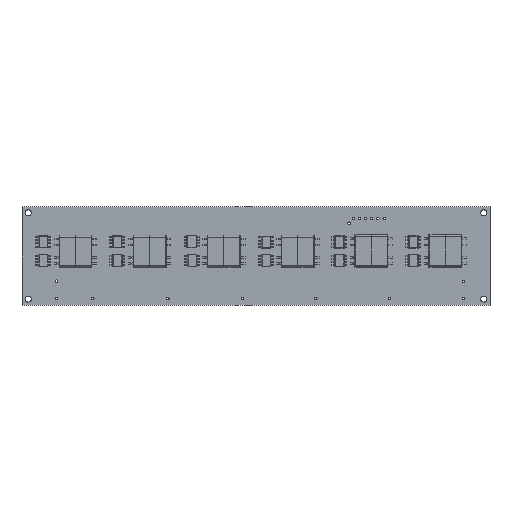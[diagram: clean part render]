
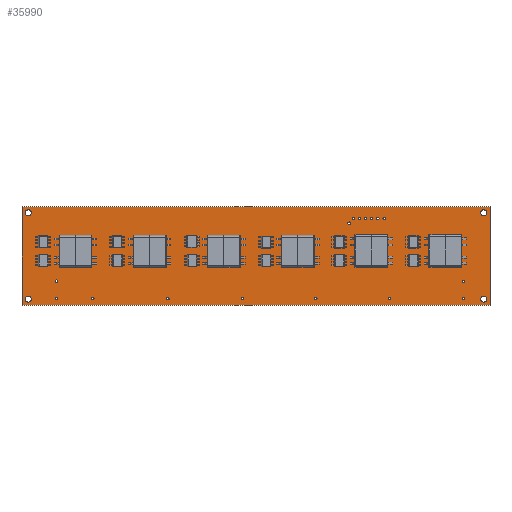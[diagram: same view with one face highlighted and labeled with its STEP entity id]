
A CAD part, top view. The second image highlights one B-rep face of the part: STEP entity #35990.
In plain terms, the highlighted planar face has unit normal (0, 0, 1).
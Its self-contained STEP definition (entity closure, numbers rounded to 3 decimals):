
#35658 = VERTEX_POINT('',#35659);
#35659 = CARTESIAN_POINT('',(95.,-20.,1.6));
#35665 = EDGE_CURVE('',#35658,#35666,#35668,.T.);
#35666 = VERTEX_POINT('',#35667);
#35667 = CARTESIAN_POINT('',(-95.,-20.,1.6));
#35668 = LINE('',#35669,#35670);
#35669 = CARTESIAN_POINT('',(95.,-20.,1.6));
#35670 = VECTOR('',#35671,1.);
#35671 = DIRECTION('',(-1.,0.,0.));
#35698 = VERTEX_POINT('',#35699);
#35699 = CARTESIAN_POINT('',(95.,20.,1.6));
#35705 = EDGE_CURVE('',#35698,#35658,#35706,.T.);
#35706 = LINE('',#35707,#35708);
#35707 = CARTESIAN_POINT('',(95.,20.,1.6));
#35708 = VECTOR('',#35709,1.);
#35709 = DIRECTION('',(0.,-1.,0.));
#35727 = EDGE_CURVE('',#35666,#35728,#35730,.T.);
#35728 = VERTEX_POINT('',#35729);
#35729 = CARTESIAN_POINT('',(-95.,20.,1.6));
#35730 = LINE('',#35731,#35732);
#35731 = CARTESIAN_POINT('',(-95.,-20.,1.6));
#35732 = VECTOR('',#35733,1.);
#35733 = DIRECTION('',(0.,1.,0.));
#35990 = ADVANCED_FACE('',(#35991,#36002,#36013,#36024,#36035,#36046,
    #36057,#36068,#36079,#36090,#36101,#36112,#36123,#36134,#36145,
    #36156,#36167,#36178,#36189,#36200,#36211),#36222,.T.);
#35991 = FACE_BOUND('',#35992,.T.);
#35992 = EDGE_LOOP('',(#35993,#35994,#35995,#36001));
#35993 = ORIENTED_EDGE('',*,*,#35665,.F.);
#35994 = ORIENTED_EDGE('',*,*,#35705,.F.);
#35995 = ORIENTED_EDGE('',*,*,#35996,.F.);
#35996 = EDGE_CURVE('',#35728,#35698,#35997,.T.);
#35997 = LINE('',#35998,#35999);
#35998 = CARTESIAN_POINT('',(-95.,20.,1.6));
#35999 = VECTOR('',#36000,1.);
#36000 = DIRECTION('',(1.,0.,0.));
#36001 = ORIENTED_EDGE('',*,*,#35727,.F.);
#36002 = FACE_BOUND('',#36003,.T.);
#36003 = EDGE_LOOP('',(#36004));
#36004 = ORIENTED_EDGE('',*,*,#36005,.F.);
#36005 = EDGE_CURVE('',#36006,#36006,#36008,.T.);
#36006 = VERTEX_POINT('',#36007);
#36007 = CARTESIAN_POINT('',(-91.25,-17.5,1.6));
#36008 = CIRCLE('',#36009,1.25);
#36009 = AXIS2_PLACEMENT_3D('',#36010,#36011,#36012);
#36010 = CARTESIAN_POINT('',(-92.5,-17.5,1.6));
#36011 = DIRECTION('',(0.,0.,1.));
#36012 = DIRECTION('',(1.,0.,-0.));
#36013 = FACE_BOUND('',#36014,.T.);
#36014 = EDGE_LOOP('',(#36015));
#36015 = ORIENTED_EDGE('',*,*,#36016,.T.);
#36016 = EDGE_CURVE('',#36017,#36017,#36019,.T.);
#36017 = VERTEX_POINT('',#36018);
#36018 = CARTESIAN_POINT('',(-80.99,-17.807,1.6));
#36019 = CIRCLE('',#36020,0.5);
#36020 = AXIS2_PLACEMENT_3D('',#36021,#36022,#36023);
#36021 = CARTESIAN_POINT('',(-80.99,-17.307,1.6));
#36022 = DIRECTION('',(-0.,0.,-1.));
#36023 = DIRECTION('',(-0.,-1.,0.));
#36024 = FACE_BOUND('',#36025,.T.);
#36025 = EDGE_LOOP('',(#36026));
#36026 = ORIENTED_EDGE('',*,*,#36027,.T.);
#36027 = EDGE_CURVE('',#36028,#36028,#36030,.T.);
#36028 = VERTEX_POINT('',#36029);
#36029 = CARTESIAN_POINT('',(-66.258,-17.807,1.6));
#36030 = CIRCLE('',#36031,0.5);
#36031 = AXIS2_PLACEMENT_3D('',#36032,#36033,#36034);
#36032 = CARTESIAN_POINT('',(-66.258,-17.307,1.6));
#36033 = DIRECTION('',(-0.,0.,-1.));
#36034 = DIRECTION('',(-0.,-1.,0.));
#36035 = FACE_BOUND('',#36036,.T.);
#36036 = EDGE_LOOP('',(#36037));
#36037 = ORIENTED_EDGE('',*,*,#36038,.T.);
#36038 = EDGE_CURVE('',#36039,#36039,#36041,.T.);
#36039 = VERTEX_POINT('',#36040);
#36040 = CARTESIAN_POINT('',(-80.99,-10.695,1.6));
#36041 = CIRCLE('',#36042,0.5);
#36042 = AXIS2_PLACEMENT_3D('',#36043,#36044,#36045);
#36043 = CARTESIAN_POINT('',(-80.99,-10.195,1.6));
#36044 = DIRECTION('',(-0.,0.,-1.));
#36045 = DIRECTION('',(-0.,-1.,0.));
#36046 = FACE_BOUND('',#36047,.T.);
#36047 = EDGE_LOOP('',(#36048));
#36048 = ORIENTED_EDGE('',*,*,#36049,.T.);
#36049 = EDGE_CURVE('',#36050,#36050,#36052,.T.);
#36050 = VERTEX_POINT('',#36051);
#36051 = CARTESIAN_POINT('',(-35.778,-17.807,1.6));
#36052 = CIRCLE('',#36053,0.5);
#36053 = AXIS2_PLACEMENT_3D('',#36054,#36055,#36056);
#36054 = CARTESIAN_POINT('',(-35.778,-17.307,1.6));
#36055 = DIRECTION('',(-0.,0.,-1.));
#36056 = DIRECTION('',(-0.,-1.,0.));
#36057 = FACE_BOUND('',#36058,.T.);
#36058 = EDGE_LOOP('',(#36059));
#36059 = ORIENTED_EDGE('',*,*,#36060,.T.);
#36060 = EDGE_CURVE('',#36061,#36061,#36063,.T.);
#36061 = VERTEX_POINT('',#36062);
#36062 = CARTESIAN_POINT('',(-5.552,-17.807,1.6));
#36063 = CIRCLE('',#36064,0.5);
#36064 = AXIS2_PLACEMENT_3D('',#36065,#36066,#36067);
#36065 = CARTESIAN_POINT('',(-5.552,-17.307,1.6));
#36066 = DIRECTION('',(-0.,0.,-1.));
#36067 = DIRECTION('',(-0.,-1.,0.));
#36068 = FACE_BOUND('',#36069,.T.);
#36069 = EDGE_LOOP('',(#36070));
#36070 = ORIENTED_EDGE('',*,*,#36071,.T.);
#36071 = EDGE_CURVE('',#36072,#36072,#36074,.T.);
#36072 = VERTEX_POINT('',#36073);
#36073 = CARTESIAN_POINT('',(24.293,-17.807,1.6));
#36074 = CIRCLE('',#36075,0.5);
#36075 = AXIS2_PLACEMENT_3D('',#36076,#36077,#36078);
#36076 = CARTESIAN_POINT('',(24.293,-17.307,1.6));
#36077 = DIRECTION('',(-0.,0.,-1.));
#36078 = DIRECTION('',(-0.,-1.,0.));
#36079 = FACE_BOUND('',#36080,.T.);
#36080 = EDGE_LOOP('',(#36081));
#36081 = ORIENTED_EDGE('',*,*,#36082,.T.);
#36082 = EDGE_CURVE('',#36083,#36083,#36085,.T.);
#36083 = VERTEX_POINT('',#36084);
#36084 = CARTESIAN_POINT('',(54.138,-17.807,1.6));
#36085 = CIRCLE('',#36086,0.5);
#36086 = AXIS2_PLACEMENT_3D('',#36087,#36088,#36089);
#36087 = CARTESIAN_POINT('',(54.138,-17.307,1.6));
#36088 = DIRECTION('',(-0.,0.,-1.));
#36089 = DIRECTION('',(-0.,-1.,0.));
#36090 = FACE_BOUND('',#36091,.T.);
#36091 = EDGE_LOOP('',(#36092));
#36092 = ORIENTED_EDGE('',*,*,#36093,.T.);
#36093 = EDGE_CURVE('',#36094,#36094,#36096,.T.);
#36094 = VERTEX_POINT('',#36095);
#36095 = CARTESIAN_POINT('',(84.339,-17.807,1.6));
#36096 = CIRCLE('',#36097,0.5);
#36097 = AXIS2_PLACEMENT_3D('',#36098,#36099,#36100);
#36098 = CARTESIAN_POINT('',(84.339,-17.307,1.6));
#36099 = DIRECTION('',(-0.,0.,-1.));
#36100 = DIRECTION('',(-0.,-1.,0.));
#36101 = FACE_BOUND('',#36102,.T.);
#36102 = EDGE_LOOP('',(#36103));
#36103 = ORIENTED_EDGE('',*,*,#36104,.F.);
#36104 = EDGE_CURVE('',#36105,#36105,#36107,.T.);
#36105 = VERTEX_POINT('',#36106);
#36106 = CARTESIAN_POINT('',(93.75,-17.5,1.6));
#36107 = CIRCLE('',#36108,1.25);
#36108 = AXIS2_PLACEMENT_3D('',#36109,#36110,#36111);
#36109 = CARTESIAN_POINT('',(92.5,-17.5,1.6));
#36110 = DIRECTION('',(0.,0.,1.));
#36111 = DIRECTION('',(1.,0.,-0.));
#36112 = FACE_BOUND('',#36113,.T.);
#36113 = EDGE_LOOP('',(#36114));
#36114 = ORIENTED_EDGE('',*,*,#36115,.T.);
#36115 = EDGE_CURVE('',#36116,#36116,#36118,.T.);
#36116 = VERTEX_POINT('',#36117);
#36117 = CARTESIAN_POINT('',(84.339,-10.949,1.6));
#36118 = CIRCLE('',#36119,0.5);
#36119 = AXIS2_PLACEMENT_3D('',#36120,#36121,#36122);
#36120 = CARTESIAN_POINT('',(84.339,-10.449,1.6));
#36121 = DIRECTION('',(-0.,0.,-1.));
#36122 = DIRECTION('',(-0.,-1.,0.));
#36123 = FACE_BOUND('',#36124,.T.);
#36124 = EDGE_LOOP('',(#36125));
#36125 = ORIENTED_EDGE('',*,*,#36126,.F.);
#36126 = EDGE_CURVE('',#36127,#36127,#36129,.T.);
#36127 = VERTEX_POINT('',#36128);
#36128 = CARTESIAN_POINT('',(-91.25,17.5,1.6));
#36129 = CIRCLE('',#36130,1.25);
#36130 = AXIS2_PLACEMENT_3D('',#36131,#36132,#36133);
#36131 = CARTESIAN_POINT('',(-92.5,17.5,1.6));
#36132 = DIRECTION('',(0.,0.,1.));
#36133 = DIRECTION('',(1.,0.,-0.));
#36134 = FACE_BOUND('',#36135,.T.);
#36135 = EDGE_LOOP('',(#36136));
#36136 = ORIENTED_EDGE('',*,*,#36137,.T.);
#36137 = EDGE_CURVE('',#36138,#36138,#36140,.T.);
#36138 = VERTEX_POINT('',#36139);
#36139 = CARTESIAN_POINT('',(37.908,12.605,1.6));
#36140 = CIRCLE('',#36141,0.6);
#36141 = AXIS2_PLACEMENT_3D('',#36142,#36143,#36144);
#36142 = CARTESIAN_POINT('',(37.908,13.205,1.6));
#36143 = DIRECTION('',(-0.,0.,-1.));
#36144 = DIRECTION('',(-0.,-1.,0.));
#36145 = FACE_BOUND('',#36146,.T.);
#36146 = EDGE_LOOP('',(#36147));
#36147 = ORIENTED_EDGE('',*,*,#36148,.T.);
#36148 = EDGE_CURVE('',#36149,#36149,#36151,.T.);
#36149 = VERTEX_POINT('',#36150);
#36150 = CARTESIAN_POINT('',(39.508,14.73,1.6));
#36151 = CIRCLE('',#36152,0.475);
#36152 = AXIS2_PLACEMENT_3D('',#36153,#36154,#36155);
#36153 = CARTESIAN_POINT('',(39.508,15.205,1.6));
#36154 = DIRECTION('',(-0.,0.,-1.));
#36155 = DIRECTION('',(0.,-1.,-0.));
#36156 = FACE_BOUND('',#36157,.T.);
#36157 = EDGE_LOOP('',(#36158));
#36158 = ORIENTED_EDGE('',*,*,#36159,.T.);
#36159 = EDGE_CURVE('',#36160,#36160,#36162,.T.);
#36160 = VERTEX_POINT('',#36161);
#36161 = CARTESIAN_POINT('',(42.008,14.73,1.6));
#36162 = CIRCLE('',#36163,0.475);
#36163 = AXIS2_PLACEMENT_3D('',#36164,#36165,#36166);
#36164 = CARTESIAN_POINT('',(42.008,15.205,1.6));
#36165 = DIRECTION('',(-0.,0.,-1.));
#36166 = DIRECTION('',(0.,-1.,-0.));
#36167 = FACE_BOUND('',#36168,.T.);
#36168 = EDGE_LOOP('',(#36169));
#36169 = ORIENTED_EDGE('',*,*,#36170,.T.);
#36170 = EDGE_CURVE('',#36171,#36171,#36173,.T.);
#36171 = VERTEX_POINT('',#36172);
#36172 = CARTESIAN_POINT('',(44.508,14.73,1.6));
#36173 = CIRCLE('',#36174,0.475);
#36174 = AXIS2_PLACEMENT_3D('',#36175,#36176,#36177);
#36175 = CARTESIAN_POINT('',(44.508,15.205,1.6));
#36176 = DIRECTION('',(-0.,0.,-1.));
#36177 = DIRECTION('',(0.,-1.,-0.));
#36178 = FACE_BOUND('',#36179,.T.);
#36179 = EDGE_LOOP('',(#36180));
#36180 = ORIENTED_EDGE('',*,*,#36181,.T.);
#36181 = EDGE_CURVE('',#36182,#36182,#36184,.T.);
#36182 = VERTEX_POINT('',#36183);
#36183 = CARTESIAN_POINT('',(47.008,14.73,1.6));
#36184 = CIRCLE('',#36185,0.475);
#36185 = AXIS2_PLACEMENT_3D('',#36186,#36187,#36188);
#36186 = CARTESIAN_POINT('',(47.008,15.205,1.6));
#36187 = DIRECTION('',(-0.,0.,-1.));
#36188 = DIRECTION('',(0.,-1.,-0.));
#36189 = FACE_BOUND('',#36190,.T.);
#36190 = EDGE_LOOP('',(#36191));
#36191 = ORIENTED_EDGE('',*,*,#36192,.T.);
#36192 = EDGE_CURVE('',#36193,#36193,#36195,.T.);
#36193 = VERTEX_POINT('',#36194);
#36194 = CARTESIAN_POINT('',(49.508,14.73,1.6));
#36195 = CIRCLE('',#36196,0.475);
#36196 = AXIS2_PLACEMENT_3D('',#36197,#36198,#36199);
#36197 = CARTESIAN_POINT('',(49.508,15.205,1.6));
#36198 = DIRECTION('',(-0.,0.,-1.));
#36199 = DIRECTION('',(0.,-1.,-0.));
#36200 = FACE_BOUND('',#36201,.T.);
#36201 = EDGE_LOOP('',(#36202));
#36202 = ORIENTED_EDGE('',*,*,#36203,.T.);
#36203 = EDGE_CURVE('',#36204,#36204,#36206,.T.);
#36204 = VERTEX_POINT('',#36205);
#36205 = CARTESIAN_POINT('',(52.008,14.73,1.6));
#36206 = CIRCLE('',#36207,0.475);
#36207 = AXIS2_PLACEMENT_3D('',#36208,#36209,#36210);
#36208 = CARTESIAN_POINT('',(52.008,15.205,1.6));
#36209 = DIRECTION('',(-0.,0.,-1.));
#36210 = DIRECTION('',(0.,-1.,-0.));
#36211 = FACE_BOUND('',#36212,.T.);
#36212 = EDGE_LOOP('',(#36213));
#36213 = ORIENTED_EDGE('',*,*,#36214,.F.);
#36214 = EDGE_CURVE('',#36215,#36215,#36217,.T.);
#36215 = VERTEX_POINT('',#36216);
#36216 = CARTESIAN_POINT('',(93.75,17.5,1.6));
#36217 = CIRCLE('',#36218,1.25);
#36218 = AXIS2_PLACEMENT_3D('',#36219,#36220,#36221);
#36219 = CARTESIAN_POINT('',(92.5,17.5,1.6));
#36220 = DIRECTION('',(0.,0.,1.));
#36221 = DIRECTION('',(1.,0.,-0.));
#36222 = PLANE('',#36223);
#36223 = AXIS2_PLACEMENT_3D('',#36224,#36225,#36226);
#36224 = CARTESIAN_POINT('',(0.,0.,1.6));
#36225 = DIRECTION('',(0.,0.,1.));
#36226 = DIRECTION('',(1.,0.,-0.));
